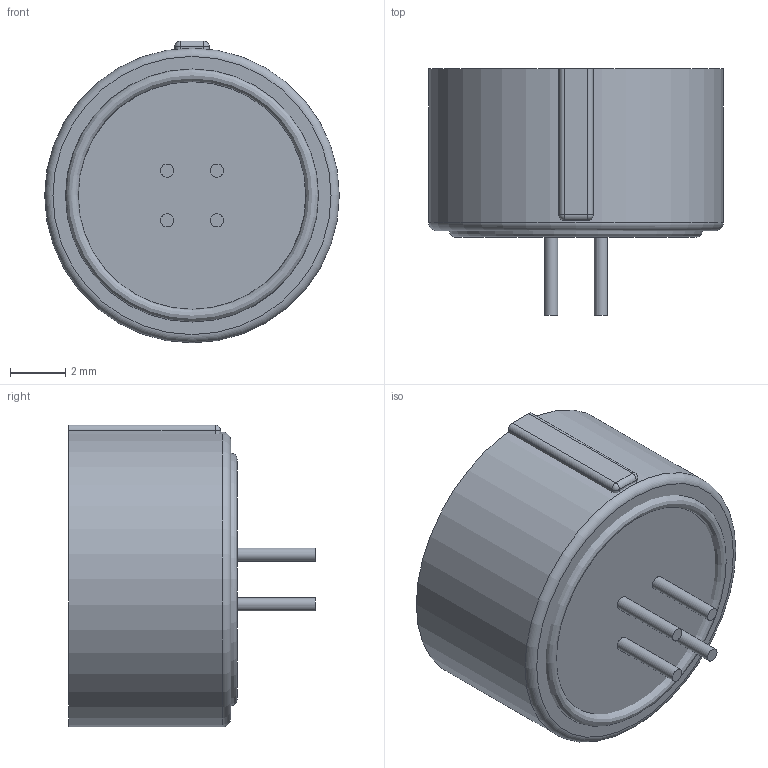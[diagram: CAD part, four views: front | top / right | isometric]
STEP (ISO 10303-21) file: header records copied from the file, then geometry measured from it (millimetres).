
FILE_DESCRIPTION(('FreeCAD Model'),'2;1');
FILE_NAME('TO-46-4pins.step','2017-03-26T14:42:37',( 'Author'),(''),'Open CASCADE STEP processor 6.8','FreeCAD','Unknown' );
FILE_SCHEMA(('AUTOMOTIVE_DESIGN_CC2 { 1 2 10303 214 -1 1 5 4 }'));
Length unit declared in the file: millimetre
Products named in the file (5): ASSEMBLY; Fillet; Fillet001; Pad; Revolution001
Assembly tree (4 placements, depth 2):
  ASSEMBLY
    Fillet
    Fillet001
    Pad
    Revolution001
Bounding box: 10.67 x 8.93 x 10.92 mm (x, y, z)
Volume: 533.6 mm3; surface area: 448.5 mm2
Topology: 7 solids, 7 shells, 30 faces, 48 edges, 28 vertices
Faces by surface type: plane 16, cylinder 10, sphere 2, torus 1, revolution 1
Full cylindrical faces by diameter (mm): 0.483 x4, 10.668 x1
Entity records: 1394 total; most frequent: CARTESIAN_POINT 272, DIRECTION 204, ORIENTED_EDGE 88, PCURVE 88, DEFINITIONAL_REPRESENTATION 88, LINE 86, VECTOR 86, AXIS2_PLACEMENT_3D 57
